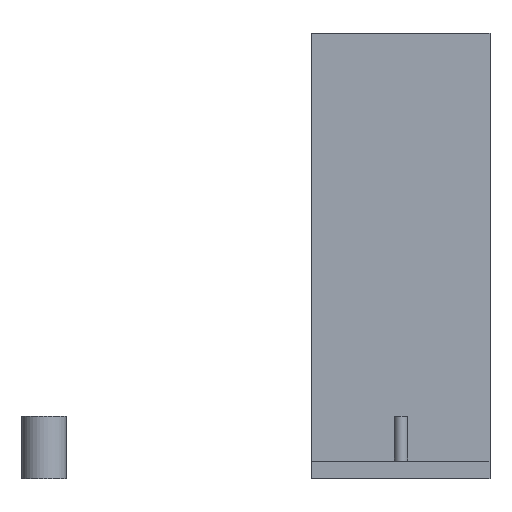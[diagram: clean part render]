
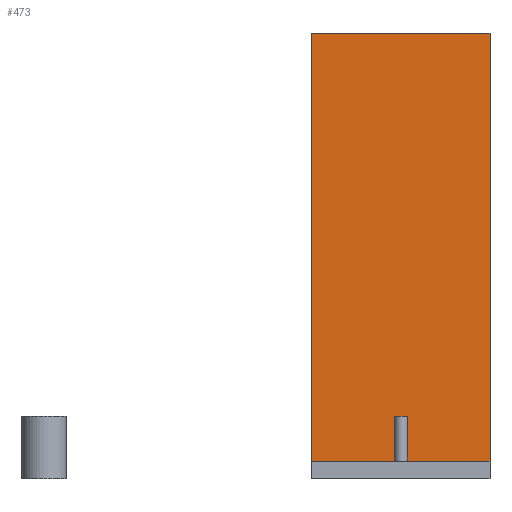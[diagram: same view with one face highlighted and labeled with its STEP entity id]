
A CAD part, front view. The second image highlights one B-rep face of the part: STEP entity #473.
In plain terms, the highlighted planar face has unit normal (0, -1, 0).
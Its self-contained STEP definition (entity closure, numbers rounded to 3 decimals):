
#67=FACE_OUTER_BOUND('',#98,.T.);
#98=EDGE_LOOP('',(#356,#357,#358,#359));
#119=LINE('',#694,#166);
#126=LINE('',#708,#173);
#130=LINE('',#716,#177);
#138=LINE('',#740,#185);
#166=VECTOR('',#550,10.);
#173=VECTOR('',#561,10.);
#177=VECTOR('',#567,10.);
#185=VECTOR('',#595,10.);
#213=VERTEX_POINT('',#692);
#214=VERTEX_POINT('',#693);
#219=VERTEX_POINT('',#707);
#222=VERTEX_POINT('',#715);
#255=EDGE_CURVE('',#213,#214,#119,.T.);
#262=EDGE_CURVE('',#219,#213,#126,.T.);
#266=EDGE_CURVE('',#219,#222,#130,.T.);
#278=EDGE_CURVE('',#214,#222,#138,.T.);
#356=ORIENTED_EDGE('',*,*,#262,.T.);
#357=ORIENTED_EDGE('',*,*,#255,.T.);
#358=ORIENTED_EDGE('',*,*,#278,.T.);
#359=ORIENTED_EDGE('',*,*,#266,.F.);
#451=PLANE('',#510);
#473=ADVANCED_FACE('',(#67),#451,.T.);
#510=AXIS2_PLACEMENT_3D('',#739,#593,#594);
#550=DIRECTION('',(-1.,0.,0.));
#561=DIRECTION('',(0.,0.,1.));
#567=DIRECTION('',(-1.,0.,0.));
#593=DIRECTION('center_axis',(0.,-1.,0.));
#594=DIRECTION('ref_axis',(1.,0.,0.));
#595=DIRECTION('',(0.,0.,-1.));
#692=CARTESIAN_POINT('',(10.,-30.5,50.));
#693=CARTESIAN_POINT('',(-10.,-30.5,50.));
#694=CARTESIAN_POINT('',(-5.,-30.5,50.));
#707=CARTESIAN_POINT('',(10.,-30.5,2.));
#708=CARTESIAN_POINT('',(10.,-30.5,4.));
#715=CARTESIAN_POINT('',(-10.,-30.5,2.));
#716=CARTESIAN_POINT('',(0.,-30.5,2.));
#739=CARTESIAN_POINT('Origin',(0.,-30.5,29.5));
#740=CARTESIAN_POINT('',(-10.,-30.5,55.));
